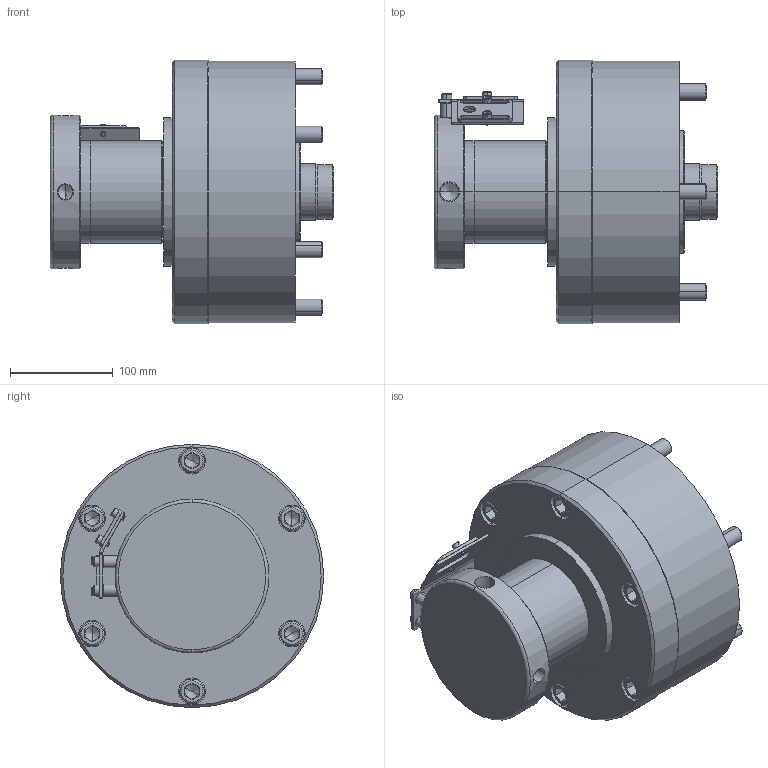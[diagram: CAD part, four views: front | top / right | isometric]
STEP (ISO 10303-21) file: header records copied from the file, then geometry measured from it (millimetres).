
FILE_DESCRIPTION (( 'STEP AP203' ), '1' );
FILE_NAME ('CF-RE-200K.STEP', '2020-11-02T06:11:03', ( '' ), ( '' ), 'SwSTEP 2.0', 'SolidWorks 2016', '' );
FILE_SCHEMA (( 'CONFIG_CONTROL_DESIGN' ));
Length unit declared in the file: millimetre
Products named in the file (12): CF-RE-200K活塞; 圓頭內六角螺栓_M16x130; CF-RE-18-03000; CF-RE-18-04000; CF-RE-200K閥蓋; 圓頭內六角螺栓_M6x30; CF-RE-200K閥體; RE-200K檢出定位板; CF-RE-200K閥軸; 圓頭內六角螺栓_M5x8; CF-RE-200K缸體; CF-RE-200K
Assembly tree (22 placements, depth 2):
  CF-RE-200K
    CF-RE-200K閥蓋
    CF-RE-200K閥體
    CF-RE-200K閥軸
    CF-RE-200K缸體
    CF-RE-200K活塞
    圓頭內六角螺栓_M16x130  x6
    CF-RE-18-03000  x2
    CF-RE-18-04000
    圓頭內六角螺栓_M6x30  x2
    RE-200K檢出定位板  x2
    圓頭內六角螺栓_M5x8  x4
Bounding box: 277 x 257 x 257 mm (x, y, z)
Volume: 6412599.3 mm3; surface area: 700773 mm2
Topology: 22 solids, 22 shells, 631 faces, 1439 edges, 866 vertices
Faces by surface type: plane 276, cylinder 201, cone 148, torus 6
Entity records: 12284 total; most frequent: CARTESIAN_POINT 2109, DIRECTION 1973, ORIENTED_EDGE 1626, EDGE_CURVE 813, AXIS2_PLACEMENT_3D 781, VERTEX_POINT 512, EDGE_LOOP 463, LINE 411
